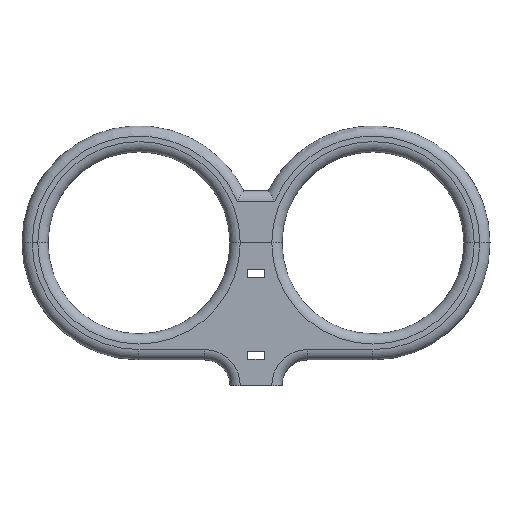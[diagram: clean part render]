
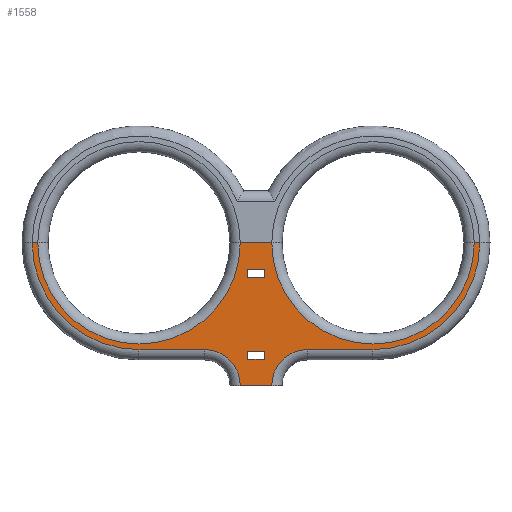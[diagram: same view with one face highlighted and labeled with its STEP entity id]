
A CAD part, top view. The second image highlights one B-rep face of the part: STEP entity #1558.
In plain terms, the highlighted planar face has unit normal (0, 0, 1).
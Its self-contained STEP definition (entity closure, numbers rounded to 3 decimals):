
#46=FACE_BOUND('',#512,.T.);
#47=FACE_BOUND('',#513,.T.);
#73=PLANE('',#1754);
#123=LINE('',#2596,#236);
#137=LINE('',#2661,#250);
#152=LINE('',#2727,#265);
#155=LINE('',#2746,#268);
#157=LINE('',#2757,#270);
#158=LINE('',#2760,#271);
#159=LINE('',#2762,#272);
#160=LINE('',#2766,#273);
#161=LINE('',#2771,#274);
#162=LINE('',#2773,#275);
#163=LINE('',#2775,#276);
#164=LINE('',#2776,#277);
#165=LINE('',#2779,#278);
#166=LINE('',#2781,#279);
#167=LINE('',#2783,#280);
#168=LINE('',#2784,#281);
#236=VECTOR('',#1991,10.);
#250=VECTOR('',#2059,10.);
#265=VECTOR('',#2128,10.);
#268=VECTOR('',#2151,10.);
#270=VECTOR('',#2165,10.);
#271=VECTOR('',#2168,10.);
#272=VECTOR('',#2169,10.);
#273=VECTOR('',#2172,10.);
#274=VECTOR('',#2177,10.);
#275=VECTOR('',#2178,10.);
#276=VECTOR('',#2179,10.);
#277=VECTOR('',#2180,10.);
#278=VECTOR('',#2181,10.);
#279=VECTOR('',#2182,10.);
#280=VECTOR('',#2183,10.);
#281=VECTOR('',#2184,10.);
#406=FACE_OUTER_BOUND('',#511,.T.);
#511=EDGE_LOOP('',(#1298,#1299,#1300,#1301,#1302,#1303,#1304,#1305,#1306,
#1307,#1308,#1309,#1310,#1311));
#512=EDGE_LOOP('',(#1312,#1313,#1314,#1315));
#513=EDGE_LOOP('',(#1316,#1317,#1318,#1319));
#639=CIRCLE('',#1753,49.45);
#640=CIRCLE('',#1755,52.15);
#641=CIRCLE('',#1756,17.5);
#642=CIRCLE('',#1757,17.5);
#643=CIRCLE('',#1758,52.15);
#644=CIRCLE('',#1759,49.45);
#710=VERTEX_POINT('',#2593);
#711=VERTEX_POINT('',#2595);
#734=VERTEX_POINT('',#2658);
#735=VERTEX_POINT('',#2660);
#758=VERTEX_POINT('',#2724);
#759=VERTEX_POINT('',#2726);
#764=VERTEX_POINT('',#2743);
#765=VERTEX_POINT('',#2745);
#767=VERTEX_POINT('',#2754);
#768=VERTEX_POINT('',#2756);
#769=VERTEX_POINT('',#2758);
#770=VERTEX_POINT('',#2761);
#771=VERTEX_POINT('',#2763);
#772=VERTEX_POINT('',#2765);
#773=VERTEX_POINT('',#2769);
#774=VERTEX_POINT('',#2770);
#775=VERTEX_POINT('',#2772);
#776=VERTEX_POINT('',#2774);
#777=VERTEX_POINT('',#2777);
#778=VERTEX_POINT('',#2778);
#779=VERTEX_POINT('',#2780);
#780=VERTEX_POINT('',#2782);
#882=EDGE_CURVE('',#710,#711,#123,.T.);
#914=EDGE_CURVE('',#734,#735,#137,.T.);
#947=EDGE_CURVE('',#758,#759,#152,.T.);
#957=EDGE_CURVE('',#764,#765,#155,.T.);
#961=EDGE_CURVE('',#765,#710,#639,.T.);
#962=EDGE_CURVE('',#767,#764,#640,.T.);
#963=EDGE_CURVE('',#768,#767,#157,.T.);
#964=EDGE_CURVE('',#769,#768,#641,.T.);
#965=EDGE_CURVE('',#759,#769,#158,.T.);
#966=EDGE_CURVE('',#770,#758,#159,.T.);
#967=EDGE_CURVE('',#771,#770,#642,.T.);
#968=EDGE_CURVE('',#772,#771,#160,.T.);
#969=EDGE_CURVE('',#735,#772,#643,.T.);
#970=EDGE_CURVE('',#711,#734,#644,.T.);
#971=EDGE_CURVE('',#773,#774,#161,.T.);
#972=EDGE_CURVE('',#774,#775,#162,.T.);
#973=EDGE_CURVE('',#775,#776,#163,.T.);
#974=EDGE_CURVE('',#776,#773,#164,.T.);
#975=EDGE_CURVE('',#777,#778,#165,.T.);
#976=EDGE_CURVE('',#778,#779,#166,.T.);
#977=EDGE_CURVE('',#779,#780,#167,.T.);
#978=EDGE_CURVE('',#780,#777,#168,.T.);
#1298=ORIENTED_EDGE('',*,*,#961,.F.);
#1299=ORIENTED_EDGE('',*,*,#957,.F.);
#1300=ORIENTED_EDGE('',*,*,#962,.F.);
#1301=ORIENTED_EDGE('',*,*,#963,.F.);
#1302=ORIENTED_EDGE('',*,*,#964,.F.);
#1303=ORIENTED_EDGE('',*,*,#965,.F.);
#1304=ORIENTED_EDGE('',*,*,#947,.F.);
#1305=ORIENTED_EDGE('',*,*,#966,.F.);
#1306=ORIENTED_EDGE('',*,*,#967,.F.);
#1307=ORIENTED_EDGE('',*,*,#968,.F.);
#1308=ORIENTED_EDGE('',*,*,#969,.F.);
#1309=ORIENTED_EDGE('',*,*,#914,.F.);
#1310=ORIENTED_EDGE('',*,*,#970,.F.);
#1311=ORIENTED_EDGE('',*,*,#882,.F.);
#1312=ORIENTED_EDGE('',*,*,#971,.T.);
#1313=ORIENTED_EDGE('',*,*,#972,.T.);
#1314=ORIENTED_EDGE('',*,*,#973,.T.);
#1315=ORIENTED_EDGE('',*,*,#974,.T.);
#1316=ORIENTED_EDGE('',*,*,#975,.T.);
#1317=ORIENTED_EDGE('',*,*,#976,.T.);
#1318=ORIENTED_EDGE('',*,*,#977,.T.);
#1319=ORIENTED_EDGE('',*,*,#978,.T.);
#1558=ADVANCED_FACE('',(#406,#46,#47),#73,.T.);
#1753=AXIS2_PLACEMENT_3D('',#2752,#2159,#2160);
#1754=AXIS2_PLACEMENT_3D('',#2753,#2161,#2162);
#1755=AXIS2_PLACEMENT_3D('',#2755,#2163,#2164);
#1756=AXIS2_PLACEMENT_3D('',#2759,#2166,#2167);
#1757=AXIS2_PLACEMENT_3D('',#2764,#2170,#2171);
#1758=AXIS2_PLACEMENT_3D('',#2767,#2173,#2174);
#1759=AXIS2_PLACEMENT_3D('',#2768,#2175,#2176);
#1991=DIRECTION('',(1.,0.,0.));
#2059=DIRECTION('',(1.,0.,0.));
#2128=DIRECTION('',(-1.,0.,0.));
#2151=DIRECTION('',(1.,0.,0.));
#2159=DIRECTION('center_axis',(0.,0.,1.));
#2160=DIRECTION('ref_axis',(0.,-1.,0.));
#2161=DIRECTION('center_axis',(0.,0.,1.));
#2162=DIRECTION('ref_axis',(1.,0.,0.));
#2163=DIRECTION('center_axis',(0.,0.,-1.));
#2164=DIRECTION('ref_axis',(-0.707,-0.707,0.));
#2165=DIRECTION('',(-1.,0.,0.));
#2166=DIRECTION('center_axis',(0.,0.,1.));
#2167=DIRECTION('ref_axis',(0.707,0.707,0.));
#2168=DIRECTION('',(0.,1.,0.));
#2169=DIRECTION('',(0.,-1.,0.));
#2170=DIRECTION('center_axis',(0.,0.,1.));
#2171=DIRECTION('ref_axis',(-0.707,0.707,0.));
#2172=DIRECTION('',(-1.,0.,0.));
#2173=DIRECTION('center_axis',(0.,0.,-1.));
#2174=DIRECTION('ref_axis',(0.707,-0.707,0.));
#2175=DIRECTION('center_axis',(0.,0.,1.));
#2176=DIRECTION('ref_axis',(0.,-1.,0.));
#2177=DIRECTION('',(-1.,0.,0.));
#2178=DIRECTION('',(0.,1.,0.));
#2179=DIRECTION('',(1.,0.,0.));
#2180=DIRECTION('',(0.,-1.,0.));
#2181=DIRECTION('',(-1.,0.,0.));
#2182=DIRECTION('',(0.,1.,0.));
#2183=DIRECTION('',(1.,0.,0.));
#2184=DIRECTION('',(0.,-1.,0.));
#2593=CARTESIAN_POINT('',(49.45,0.,25.4));
#2595=CARTESIAN_POINT('',(64.85,0.,25.4));
#2596=CARTESIAN_POINT('',(63.5,0.,25.4));
#2658=CARTESIAN_POINT('',(163.75,0.,25.4));
#2660=CARTESIAN_POINT('',(166.45,0.,25.4));
#2661=CARTESIAN_POINT('',(114.3,0.,25.4));
#2724=CARTESIAN_POINT('',(64.85,-69.85,25.4));
#2726=CARTESIAN_POINT('',(49.45,-69.85,25.4));
#2727=CARTESIAN_POINT('',(50.8,-69.85,25.4));
#2743=CARTESIAN_POINT('',(-52.15,0.,25.4));
#2745=CARTESIAN_POINT('',(-49.45,0.,25.4));
#2746=CARTESIAN_POINT('',(6.35,0.,25.4));
#2752=CARTESIAN_POINT('Origin',(0.,0.,25.4));
#2753=CARTESIAN_POINT('Origin',(57.15,-34.925,25.4));
#2754=CARTESIAN_POINT('',(0.,-52.15,25.4));
#2755=CARTESIAN_POINT('Origin',(0.,0.,25.4));
#2756=CARTESIAN_POINT('',(31.95,-52.15,25.4));
#2757=CARTESIAN_POINT('',(28.575,-52.15,25.4));
#2758=CARTESIAN_POINT('',(49.45,-69.65,25.4));
#2759=CARTESIAN_POINT('Origin',(31.95,-69.65,25.4));
#2760=CARTESIAN_POINT('',(49.45,-52.288,25.4));
#2761=CARTESIAN_POINT('',(64.85,-69.65,25.4));
#2762=CARTESIAN_POINT('',(64.85,-52.388,25.4));
#2763=CARTESIAN_POINT('',(82.35,-52.15,25.4));
#2764=CARTESIAN_POINT('Origin',(82.35,-69.65,25.4));
#2765=CARTESIAN_POINT('',(114.3,-52.15,25.4));
#2766=CARTESIAN_POINT('',(69.75,-52.15,25.4));
#2767=CARTESIAN_POINT('Origin',(114.3,0.,25.4));
#2768=CARTESIAN_POINT('Origin',(114.3,0.,25.4));
#2769=CARTESIAN_POINT('',(61.15,-17.,25.4));
#2770=CARTESIAN_POINT('',(53.15,-17.,25.4));
#2771=CARTESIAN_POINT('',(59.15,-17.,25.4));
#2772=CARTESIAN_POINT('',(53.15,-13.,25.4));
#2773=CARTESIAN_POINT('',(53.15,-25.963,25.4));
#2774=CARTESIAN_POINT('',(61.15,-13.,25.4));
#2775=CARTESIAN_POINT('',(55.15,-13.,25.4));
#2776=CARTESIAN_POINT('',(61.15,-23.963,25.4));
#2777=CARTESIAN_POINT('',(61.15,-56.85,25.4));
#2778=CARTESIAN_POINT('',(53.15,-56.85,25.4));
#2779=CARTESIAN_POINT('',(59.15,-56.85,25.4));
#2780=CARTESIAN_POINT('',(53.15,-52.85,25.4));
#2781=CARTESIAN_POINT('',(53.15,-45.888,25.4));
#2782=CARTESIAN_POINT('',(61.15,-52.85,25.4));
#2783=CARTESIAN_POINT('',(55.15,-52.85,25.4));
#2784=CARTESIAN_POINT('',(61.15,-43.888,25.4));
